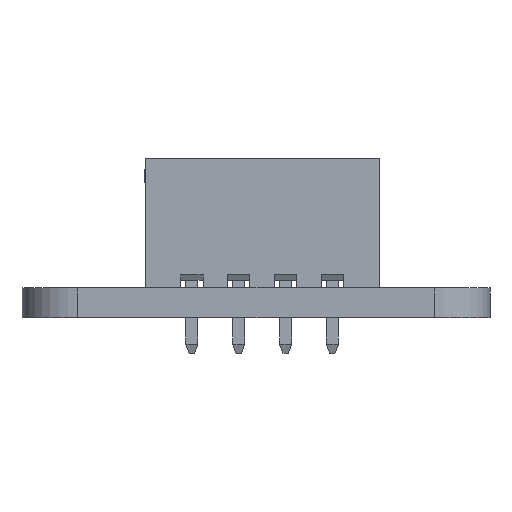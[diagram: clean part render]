
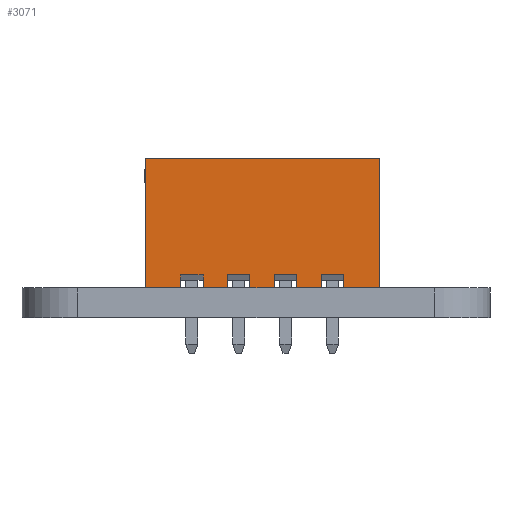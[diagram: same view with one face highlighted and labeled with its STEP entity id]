
A CAD part, left-side view. The second image highlights one B-rep face of the part: STEP entity #3071.
In plain terms, the highlighted face is planar.
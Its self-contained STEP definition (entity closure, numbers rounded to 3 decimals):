
#1466 = VERTEX_POINT('',#1467);
#1467 = CARTESIAN_POINT('',(-4.35,-3.4,
    -0.1));
#1473 = EDGE_CURVE('',#1474,#1466,#1476,.T.);
#1474 = VERTEX_POINT('',#1475);
#1475 = CARTESIAN_POINT('',(-6.25,-3.4,
    -0.1));
#1476 = LINE('',#1477,#1478);
#1477 = CARTESIAN_POINT('',(6.25,-3.4,
    -0.1));
#1478 = VECTOR('',#1479,1.);
#1479 = DIRECTION('',(1.,0.,-0.));
#2077 = EDGE_CURVE('',#2078,#1474,#2080,.T.);
#2078 = VERTEX_POINT('',#2079);
#2079 = CARTESIAN_POINT('',(-6.25,-3.4,
    6.9));
#2080 = LINE('',#2081,#2082);
#2081 = CARTESIAN_POINT('',(-6.25,-3.4,
    6.9));
#2082 = VECTOR('',#2083,1.);
#2083 = DIRECTION('',(0.,0.,-1.));
#2589 = VERTEX_POINT('',#2590);
#2590 = CARTESIAN_POINT('',(3.15,-3.4,
    0.689));
#2596 = EDGE_CURVE('',#2589,#2597,#2599,.T.);
#2597 = VERTEX_POINT('',#2598);
#2598 = CARTESIAN_POINT('',(3.15,-3.4,
    -0.1));
#2599 = LINE('',#2600,#2601);
#2600 = CARTESIAN_POINT('',(3.15,-3.4,
    0.7));
#2601 = VECTOR('',#2602,1.);
#2602 = DIRECTION('',(0.,0.,-1.));
#2644 = VERTEX_POINT('',#2645);
#2645 = CARTESIAN_POINT('',(4.35,-3.4,
    -0.1));
#2651 = EDGE_CURVE('',#2652,#2644,#2654,.T.);
#2652 = VERTEX_POINT('',#2653);
#2653 = CARTESIAN_POINT('',(4.35,-3.4,
    0.689));
#2654 = LINE('',#2655,#2656);
#2655 = CARTESIAN_POINT('',(4.35,-3.4,
    0.7));
#2656 = VECTOR('',#2657,1.);
#2657 = DIRECTION('',(0.,0.,-1.));
#2683 = VERTEX_POINT('',#2684);
#2684 = CARTESIAN_POINT('',(0.65,-3.4,
    0.689));
#2690 = EDGE_CURVE('',#2683,#2691,#2693,.T.);
#2691 = VERTEX_POINT('',#2692);
#2692 = CARTESIAN_POINT('',(0.65,-3.4,
    -0.1));
#2693 = LINE('',#2694,#2695);
#2694 = CARTESIAN_POINT('',(0.65,-3.4,
    0.7));
#2695 = VECTOR('',#2696,1.);
#2696 = DIRECTION('',(0.,0.,-1.));
#2738 = VERTEX_POINT('',#2739);
#2739 = CARTESIAN_POINT('',(1.85,-3.4,
    -0.1));
#2745 = EDGE_CURVE('',#2746,#2738,#2748,.T.);
#2746 = VERTEX_POINT('',#2747);
#2747 = CARTESIAN_POINT('',(1.85,-3.4,
    0.689));
#2748 = LINE('',#2749,#2750);
#2749 = CARTESIAN_POINT('',(1.85,-3.4,
    0.7));
#2750 = VECTOR('',#2751,1.);
#2751 = DIRECTION('',(0.,0.,-1.));
#2777 = VERTEX_POINT('',#2778);
#2778 = CARTESIAN_POINT('',(-4.35,-3.4,
    0.689));
#2784 = EDGE_CURVE('',#2777,#1466,#2785,.T.);
#2785 = LINE('',#2786,#2787);
#2786 = CARTESIAN_POINT('',(-4.35,-3.4,
    0.7));
#2787 = VECTOR('',#2788,1.);
#2788 = DIRECTION('',(0.,0.,-1.));
#2823 = VERTEX_POINT('',#2824);
#2824 = CARTESIAN_POINT('',(-3.15,-3.4,
    -0.1));
#2830 = EDGE_CURVE('',#2831,#2823,#2833,.T.);
#2831 = VERTEX_POINT('',#2832);
#2832 = CARTESIAN_POINT('',(-3.15,-3.4,
    0.689));
#2833 = LINE('',#2834,#2835);
#2834 = CARTESIAN_POINT('',(-3.15,-3.4,
    0.7));
#2835 = VECTOR('',#2836,1.);
#2836 = DIRECTION('',(0.,0.,-1.));
#2861 = EDGE_CURVE('',#2862,#2691,#2864,.T.);
#2862 = VERTEX_POINT('',#2863);
#2863 = CARTESIAN_POINT('',(-0.65,-3.4,
    -0.1));
#2864 = LINE('',#2865,#2866);
#2865 = CARTESIAN_POINT('',(6.25,-3.4,
    -0.1));
#2866 = VECTOR('',#2867,1.);
#2867 = DIRECTION('',(1.,0.,-0.));
#2883 = EDGE_CURVE('',#2738,#2597,#2884,.T.);
#2884 = LINE('',#2885,#2886);
#2885 = CARTESIAN_POINT('',(6.25,-3.4,
    -0.1));
#2886 = VECTOR('',#2887,1.);
#2887 = DIRECTION('',(1.,0.,-0.));
#2915 = VERTEX_POINT('',#2916);
#2916 = CARTESIAN_POINT('',(-1.85,-3.4,
    0.689));
#2922 = EDGE_CURVE('',#2915,#2923,#2925,.T.);
#2923 = VERTEX_POINT('',#2924);
#2924 = CARTESIAN_POINT('',(-1.85,-3.4,
    -0.1));
#2925 = LINE('',#2926,#2927);
#2926 = CARTESIAN_POINT('',(-1.85,-3.4,
    0.7));
#2927 = VECTOR('',#2928,1.);
#2928 = DIRECTION('',(0.,0.,-1.));
#2968 = EDGE_CURVE('',#2969,#2862,#2971,.T.);
#2969 = VERTEX_POINT('',#2970);
#2970 = CARTESIAN_POINT('',(-0.65,-3.4,
    0.689));
#2971 = LINE('',#2972,#2973);
#2972 = CARTESIAN_POINT('',(-0.65,-3.4,
    0.7));
#2973 = VECTOR('',#2974,1.);
#2974 = DIRECTION('',(0.,0.,-1.));
#2990 = EDGE_CURVE('',#2823,#2923,#2991,.T.);
#2991 = LINE('',#2992,#2993);
#2992 = CARTESIAN_POINT('',(6.25,-3.4,
    -0.1));
#2993 = VECTOR('',#2994,1.);
#2994 = DIRECTION('',(1.,0.,-0.));
#3053 = EDGE_CURVE('',#2078,#3054,#3056,.T.);
#3054 = VERTEX_POINT('',#3055);
#3055 = CARTESIAN_POINT('',(6.25,-3.4,6.9
    ));
#3056 = LINE('',#3057,#3058);
#3057 = CARTESIAN_POINT('',(6.25,-3.4,6.9
    ));
#3058 = VECTOR('',#3059,1.);
#3059 = DIRECTION('',(1.,0.,-0.));
#3071 = ADVANCED_FACE('',(#3072),#3126,.F.);
#3072 = FACE_BOUND('',#3073,.T.);
#3073 = EDGE_LOOP('',(#3074,#3075,#3076,#3082,#3083,#3084,#3085,#3091,
    #3092,#3093,#3094,#3100,#3101,#3102,#3103,#3109,#3110,#3118,#3124,
    #3125));
#3074 = ORIENTED_EDGE('',*,*,#1473,.T.);
#3075 = ORIENTED_EDGE('',*,*,#2784,.F.);
#3076 = ORIENTED_EDGE('',*,*,#3077,.T.);
#3077 = EDGE_CURVE('',#2777,#2831,#3078,.T.);
#3078 = LINE('',#3079,#3080);
#3079 = CARTESIAN_POINT('',(6.25,-3.4,
    0.689));
#3080 = VECTOR('',#3081,1.);
#3081 = DIRECTION('',(1.,0.,0.));
#3082 = ORIENTED_EDGE('',*,*,#2830,.T.);
#3083 = ORIENTED_EDGE('',*,*,#2990,.T.);
#3084 = ORIENTED_EDGE('',*,*,#2922,.F.);
#3085 = ORIENTED_EDGE('',*,*,#3086,.T.);
#3086 = EDGE_CURVE('',#2915,#2969,#3087,.T.);
#3087 = LINE('',#3088,#3089);
#3088 = CARTESIAN_POINT('',(6.25,-3.4,
    0.689));
#3089 = VECTOR('',#3090,1.);
#3090 = DIRECTION('',(1.,0.,0.));
#3091 = ORIENTED_EDGE('',*,*,#2968,.T.);
#3092 = ORIENTED_EDGE('',*,*,#2861,.T.);
#3093 = ORIENTED_EDGE('',*,*,#2690,.F.);
#3094 = ORIENTED_EDGE('',*,*,#3095,.T.);
#3095 = EDGE_CURVE('',#2683,#2746,#3096,.T.);
#3096 = LINE('',#3097,#3098);
#3097 = CARTESIAN_POINT('',(6.25,-3.4,
    0.689));
#3098 = VECTOR('',#3099,1.);
#3099 = DIRECTION('',(1.,0.,0.));
#3100 = ORIENTED_EDGE('',*,*,#2745,.T.);
#3101 = ORIENTED_EDGE('',*,*,#2883,.T.);
#3102 = ORIENTED_EDGE('',*,*,#2596,.F.);
#3103 = ORIENTED_EDGE('',*,*,#3104,.T.);
#3104 = EDGE_CURVE('',#2589,#2652,#3105,.T.);
#3105 = LINE('',#3106,#3107);
#3106 = CARTESIAN_POINT('',(6.25,-3.4,
    0.689));
#3107 = VECTOR('',#3108,1.);
#3108 = DIRECTION('',(1.,0.,0.));
#3109 = ORIENTED_EDGE('',*,*,#2651,.T.);
#3110 = ORIENTED_EDGE('',*,*,#3111,.T.);
#3111 = EDGE_CURVE('',#2644,#3112,#3114,.T.);
#3112 = VERTEX_POINT('',#3113);
#3113 = CARTESIAN_POINT('',(6.25,-3.4,
    -0.1));
#3114 = LINE('',#3115,#3116);
#3115 = CARTESIAN_POINT('',(6.25,-3.4,
    -0.1));
#3116 = VECTOR('',#3117,1.);
#3117 = DIRECTION('',(1.,0.,-0.));
#3118 = ORIENTED_EDGE('',*,*,#3119,.F.);
#3119 = EDGE_CURVE('',#3054,#3112,#3120,.T.);
#3120 = LINE('',#3121,#3122);
#3121 = CARTESIAN_POINT('',(6.25,-3.4,6.9
    ));
#3122 = VECTOR('',#3123,1.);
#3123 = DIRECTION('',(0.,0.,-1.));
#3124 = ORIENTED_EDGE('',*,*,#3053,.F.);
#3125 = ORIENTED_EDGE('',*,*,#2077,.T.);
#3126 = PLANE('',#3127);
#3127 = AXIS2_PLACEMENT_3D('',#3128,#3129,#3130);
#3128 = CARTESIAN_POINT('',(6.25,-3.4,6.9
    ));
#3129 = DIRECTION('',(0.,1.,0.));
#3130 = DIRECTION('',(0.,0.,-1.));
